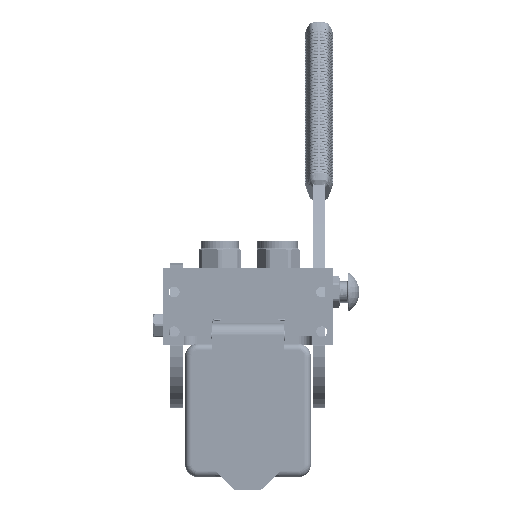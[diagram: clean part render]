
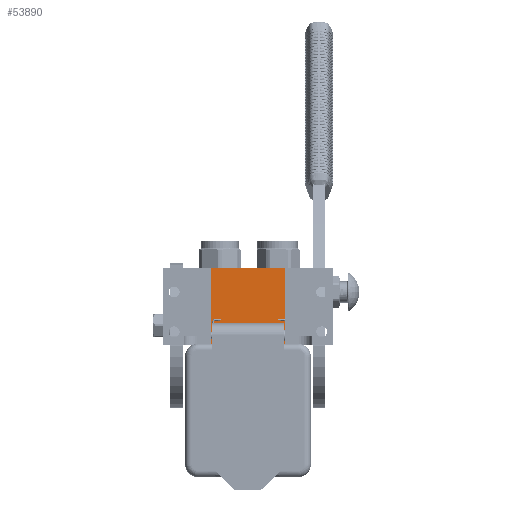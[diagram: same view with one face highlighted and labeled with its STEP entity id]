
A CAD part, left-side view. The second image highlights one B-rep face of the part: STEP entity #53890.
In plain terms, the highlighted face is planar.
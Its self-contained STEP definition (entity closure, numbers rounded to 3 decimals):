
#479 = ORIENTED_EDGE ( 'NONE', *, *, #163326, .T. ) ;
#12803 = CARTESIAN_POINT ( 'NONE',  ( 29., 0., -107.5 ) ) ;
#22264 = ORIENTED_EDGE ( 'NONE', *, *, #84900, .F. ) ;
#24321 = DIRECTION ( 'NONE',  ( -1., 0., 0. ) ) ;
#25128 = LINE ( 'NONE', #102273, #95205 ) ;
#26409 = DIRECTION ( 'NONE',  ( 0., 0., -1. ) ) ;
#28149 = FACE_OUTER_BOUND ( 'NONE', #140462, .T. ) ;
#29985 = CARTESIAN_POINT ( 'NONE',  ( 29., 60.2, -107.5 ) ) ;
#33695 = VERTEX_POINT ( 'NONE', #132491 ) ;
#37873 = VECTOR ( 'NONE', #84415, 1000. ) ;
#44377 = LINE ( 'NONE', #45295, #37873 ) ;
#45295 = CARTESIAN_POINT ( 'NONE',  ( 29., 0., -107.5 ) ) ;
#53890 = ADVANCED_FACE ( 'NONE', ( #28149 ), #147398, .T. ) ;
#58770 = LINE ( 'NONE', #156005, #126532 ) ;
#65434 = ORIENTED_EDGE ( 'NONE', *, *, #142866, .F. ) ;
#67654 = CARTESIAN_POINT ( 'NONE',  ( -29., 60.2, -107.5 ) ) ;
#81531 = DIRECTION ( 'NONE',  ( -1., 0., 0. ) ) ;
#84415 = DIRECTION ( 'NONE',  ( 0., 1., 0. ) ) ;
#84900 = EDGE_CURVE ( 'NONE', #110151, #88774, #25128, .T. ) ;
#86441 = VECTOR ( 'NONE', #131130, 1000. ) ;
#88774 = VERTEX_POINT ( 'NONE', #67654 ) ;
#92004 = CARTESIAN_POINT ( 'NONE',  ( -29., 0., -107.5 ) ) ;
#93195 = AXIS2_PLACEMENT_3D ( 'NONE', #12803, #26409, #81531 ) ;
#95205 = VECTOR ( 'NONE', #142047, 1000. ) ;
#102273 = CARTESIAN_POINT ( 'NONE',  ( 29., 60.2, -107.5 ) ) ;
#109996 = CARTESIAN_POINT ( 'NONE',  ( 29., 0., -107.5 ) ) ;
#110151 = VERTEX_POINT ( 'NONE', #29985 ) ;
#122485 = LINE ( 'NONE', #92004, #86441 ) ;
#126532 = VECTOR ( 'NONE', #24321, 1000. ) ;
#131130 = DIRECTION ( 'NONE',  ( 0., 1., 0. ) ) ;
#132491 = CARTESIAN_POINT ( 'NONE',  ( -29., 0., -107.5 ) ) ;
#134947 = VERTEX_POINT ( 'NONE', #109996 ) ;
#140462 = EDGE_LOOP ( 'NONE', ( #479, #22264, #65434, #162392 ) ) ;
#142047 = DIRECTION ( 'NONE',  ( -1., 0., 0. ) ) ;
#142866 = EDGE_CURVE ( 'NONE', #134947, #110151, #44377, .T. ) ;
#147398 = PLANE ( 'NONE',  #93195 ) ;
#154525 = EDGE_CURVE ( 'NONE', #134947, #33695, #58770, .T. ) ;
#156005 = CARTESIAN_POINT ( 'NONE',  ( 29., 0., -107.5 ) ) ;
#162392 = ORIENTED_EDGE ( 'NONE', *, *, #154525, .T. ) ;
#163326 = EDGE_CURVE ( 'NONE', #33695, #88774, #122485, .T. ) ;
